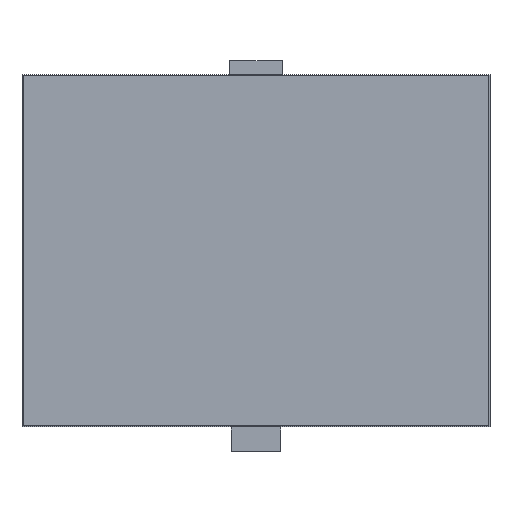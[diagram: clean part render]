
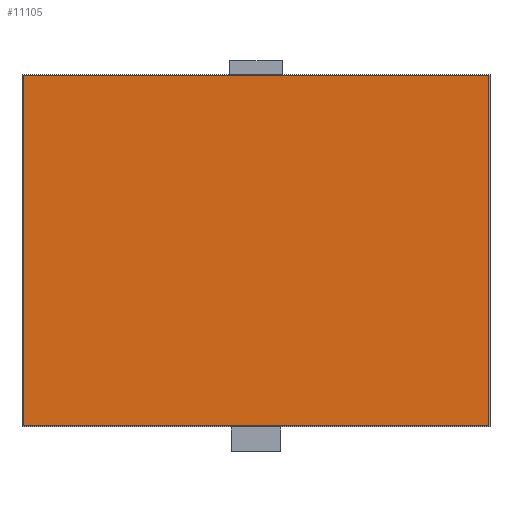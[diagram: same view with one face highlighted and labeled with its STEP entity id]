
A CAD part, front view. The second image highlights one B-rep face of the part: STEP entity #11105.
In plain terms, the highlighted planar face has unit normal (0, -1, 0).
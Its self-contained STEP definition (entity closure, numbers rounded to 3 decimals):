
#7 = DIRECTION ( 'NONE',  ( 1., 0., 0. ) ) ;
#554 = VERTEX_POINT ( 'NONE', #9467 ) ;
#860 = AXIS2_PLACEMENT_3D ( 'NONE', #5919, #2931, #15112 ) ;
#1777 = VERTEX_POINT ( 'NONE', #19487 ) ;
#2107 = CARTESIAN_POINT ( 'NONE',  ( -6650., 0., 5000. ) ) ;
#2770 = VECTOR ( 'NONE', #8204, 1000. ) ;
#2931 = DIRECTION ( 'NONE',  ( 0., -1., 0. ) ) ;
#3846 = ORIENTED_EDGE ( 'NONE', *, *, #9672, .F. ) ;
#4255 = CARTESIAN_POINT ( 'NONE',  ( -6650., 0., 5000. ) ) ;
#4857 = VERTEX_POINT ( 'NONE', #16290 ) ;
#4866 = ORIENTED_EDGE ( 'NONE', *, *, #10133, .F. ) ;
#5400 = ORIENTED_EDGE ( 'NONE', *, *, #19089, .F. ) ;
#5919 = CARTESIAN_POINT ( 'NONE',  ( 0., 0., 0. ) ) ;
#6275 = DIRECTION ( 'NONE',  ( 0., 0., -1. ) ) ;
#7117 = LINE ( 'NONE', #2107, #2770 ) ;
#7774 = LINE ( 'NONE', #12163, #14573 ) ;
#8204 = DIRECTION ( 'NONE',  ( 0., 0., 1. ) ) ;
#9467 = CARTESIAN_POINT ( 'NONE',  ( 6650., 0., 5000. ) ) ;
#9672 = EDGE_CURVE ( 'NONE', #15594, #4857, #12329, .T. ) ;
#10133 = EDGE_CURVE ( 'NONE', #4857, #1777, #7117, .T. ) ;
#10765 = EDGE_CURVE ( 'NONE', #554, #15594, #7774, .T. ) ;
#11105 = ADVANCED_FACE ( 'NONE', ( #14905 ), #19629, .T. ) ;
#11860 = VECTOR ( 'NONE', #7, 1000. ) ;
#12163 = CARTESIAN_POINT ( 'NONE',  ( 6650., 0., 5000. ) ) ;
#12329 = LINE ( 'NONE', #13854, #19026 ) ;
#13333 = LINE ( 'NONE', #4255, #11860 ) ;
#13854 = CARTESIAN_POINT ( 'NONE',  ( -6650., 0., -5000. ) ) ;
#14573 = VECTOR ( 'NONE', #6275, 1000. ) ;
#14905 = FACE_OUTER_BOUND ( 'NONE', #19081, .T. ) ;
#15112 = DIRECTION ( 'NONE',  ( 0., 0., -1. ) ) ;
#15131 = ORIENTED_EDGE ( 'NONE', *, *, #10765, .F. ) ;
#15536 = DIRECTION ( 'NONE',  ( -1., 0., 0. ) ) ;
#15594 = VERTEX_POINT ( 'NONE', #19628 ) ;
#16290 = CARTESIAN_POINT ( 'NONE',  ( -6650., 0., -5000. ) ) ;
#19026 = VECTOR ( 'NONE', #15536, 1000. ) ;
#19081 = EDGE_LOOP ( 'NONE', ( #15131, #5400, #4866, #3846 ) ) ;
#19089 = EDGE_CURVE ( 'NONE', #1777, #554, #13333, .T. ) ;
#19487 = CARTESIAN_POINT ( 'NONE',  ( -6650., 0., 5000. ) ) ;
#19628 = CARTESIAN_POINT ( 'NONE',  ( 6650., 0., -5000. ) ) ;
#19629 = PLANE ( 'NONE',  #860 ) ;
